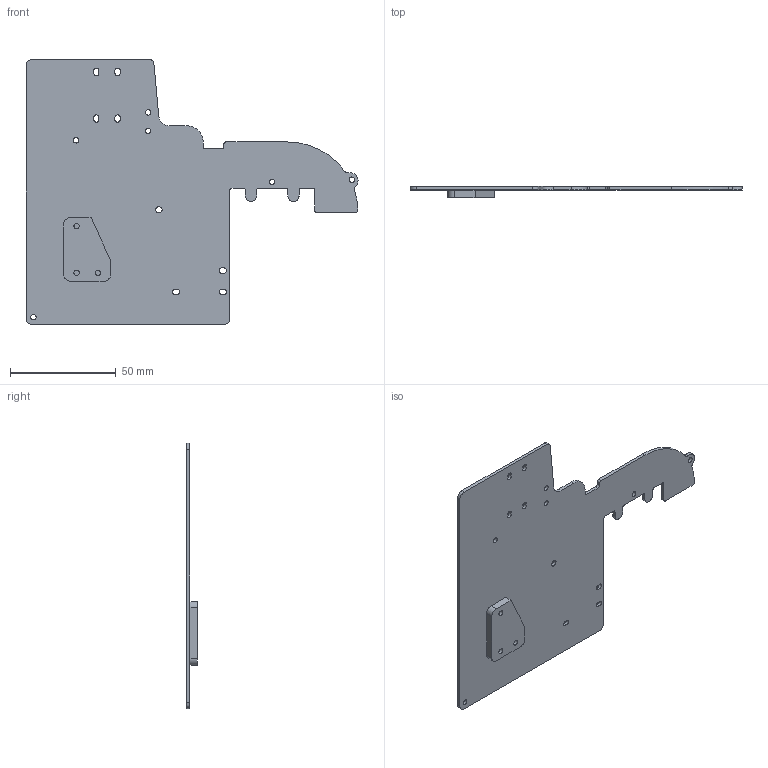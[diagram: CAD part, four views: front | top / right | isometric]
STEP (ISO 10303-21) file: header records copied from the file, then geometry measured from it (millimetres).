
FILE_DESCRIPTION(('FreeCAD Model'),'2;1');
FILE_NAME('pcb_new2.step','2021-01-19T22:41:36',('Author'),(''), 'Open CASCADE STEP processor 7.3','FreeCAD','Unknown');
FILE_SCHEMA(('AUTOMOTIVE_DESIGN { 1 0 10303 214 1 1 1 1 }'));
Length unit declared in the file: millimetre
Products named in the file (2): Fillet; thick_sproc_bot002
Bounding box: 156.63 x 5.1 x 125.2 mm (x, y, z)
Volume: 21313.4 mm3; surface area: 26888.1 mm2
Topology: 2 solids, 2 shells, 95 faces, 273 edges, 182 vertices
Faces by surface type: cylinder 50, plane 43, bspline 2
Full cylindrical faces by diameter (mm): 2.5 x7, 2.6 x2, 3 x1
Entity records: 7815 total; most frequent: CARTESIAN_POINT 1755, DIRECTION 1029, LINE 589, VECTOR 589, ORIENTED_EDGE 546, PCURVE 546, DEFINITIONAL_REPRESENTATION 546, EDGE_CURVE 273
